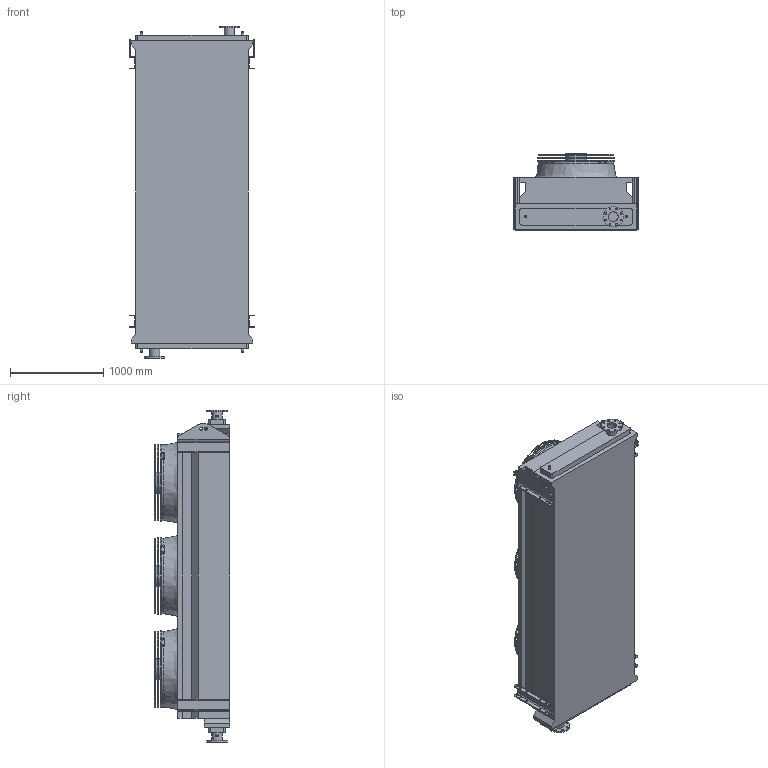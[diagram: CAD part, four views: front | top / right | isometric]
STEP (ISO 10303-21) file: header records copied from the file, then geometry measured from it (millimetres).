
FILE_DESCRIPTION (( 'STEP AP203' ), '1' );
FILE_NAME ('BOAS_03C_I.STEP', '2017-03-24T11:07:13', ( 'Alfa Laval' ), ( 'Alfa Laval' ), 'SwSTEP 2.0', 'SolidWorks 2016', '' );
FILE_SCHEMA (( 'CONFIG_CONTROL_DESIGN' ));
Length unit declared in the file: millimetre
Products named in the file (4): BOA_LIGHT_BOCF_30T_C_3M_OS; BOFE_I_LIGHT_BOS3C; BOFA_LIGHT_�800; BOAS_03C_I
Assembly tree (5 placements, depth 2):
  BOAS_03C_I
    BOA_LIGHT_BOCF_30T_C_3M_OS
    BOFE_I_LIGHT_BOS3C
    BOFA_LIGHT_�800  x3
Bounding box: 1340 x 812 x 3560 mm (x, y, z)
Volume: 2412642729.3 mm3; surface area: 20239318.8 mm2
Topology: 62 solids, 65 shells, 830 faces, 2018 edges, 1342 vertices
Faces by surface type: plane 352, cylinder 294, torus 163, cone 18, bspline 3
Full cylindrical faces by diameter (mm): 18 x16, 25 x16, 30 x4, 103 x2, 108 x2, 220 x2, 228 x3, 236 x3, 262.56 x3, 276 x3, 308 x3, 328 x3, 405 x3, 425 x3, 502 x3, 522 x3, 599 x3, 619 x3, 696 x3, 716 x3, 793 x3, 812 x3
Entity records: 17135 total; most frequent: CARTESIAN_POINT 5048, DIRECTION 2513, ORIENTED_EDGE 2204, EDGE_CURVE 1102, AXIS2_PLACEMENT_3D 992, VERTEX_POINT 774, EDGE_LOOP 712, FACE_OUTER_BOUND 542
